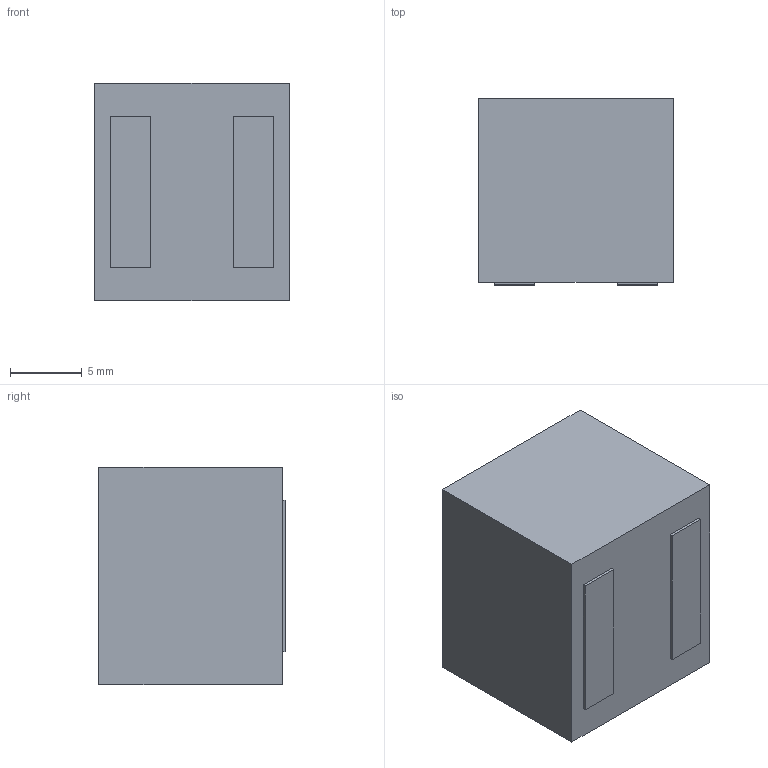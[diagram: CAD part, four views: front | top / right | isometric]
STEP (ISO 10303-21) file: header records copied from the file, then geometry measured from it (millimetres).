
FILE_DESCRIPTION (( 'STEP AP214' ), '1' );
FILE_NAME ('752A2EF0-85AF-4128-8E8B-7AC656192BE1.STEP', '2025-04-07T07:55:55', ( '' ), ( '' ), 'SwSTEP 2.0', 'SolidWorks 2022', '' );
FILE_SCHEMA (( 'AUTOMOTIVE_DESIGN' ));
Length unit declared in the file: millimetre
Products named in the file (1): 752A2EF0-85AF-4128-8E8B-7AC656192BE1
Bounding box: 13.6 x 13 x 15.2 mm (x, y, z)
Volume: 2657.9 mm3; surface area: 1161.4 mm2
Topology: 1 solids, 1 shells, 72 faces, 189 edges, 126 vertices
Faces by surface type: plane 63, bspline 9
Entity records: 2437 total; most frequent: CARTESIAN_POINT 505, ORIENTED_EDGE 378, DIRECTION 299, EDGE_CURVE 189, VECTOR 171, LINE 171, VERTEX_POINT 126, EDGE_LOOP 79
